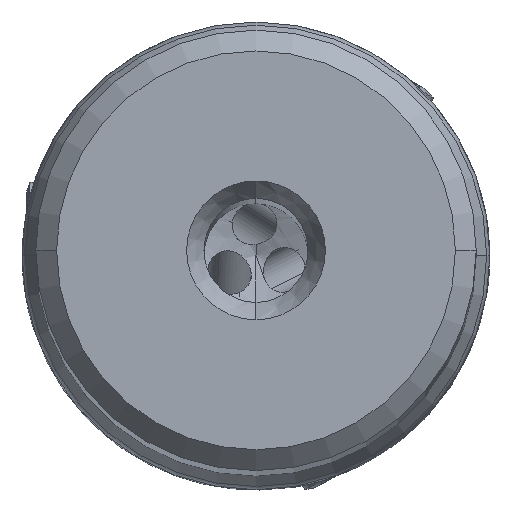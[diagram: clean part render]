
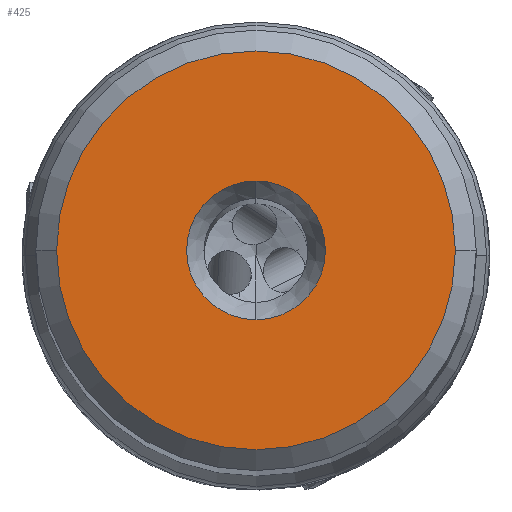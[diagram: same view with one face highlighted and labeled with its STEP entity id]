
A CAD part, top view. The second image highlights one B-rep face of the part: STEP entity #425.
In plain terms, the highlighted planar face has unit normal (0, 0, 1).
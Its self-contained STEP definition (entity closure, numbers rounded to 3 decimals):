
#157=FACE_BOUND('',#1229,.T.);
#158=FACE_BOUND('',#1230,.T.);
#257=PLANE('',#6268);
#425=ADVANCED_FACE('',(#157,#158),#257,.T.);
#1229=EDGE_LOOP('',(#3225,#3226,#3227));
#1230=EDGE_LOOP('',(#3228,#3229));
#3225=ORIENTED_EDGE('',*,*,#5183,.F.);
#3226=ORIENTED_EDGE('',*,*,#5184,.F.);
#3227=ORIENTED_EDGE('',*,*,#5185,.F.);
#3228=ORIENTED_EDGE('',*,*,#5186,.F.);
#3229=ORIENTED_EDGE('',*,*,#5182,.F.);
#4472=VERTEX_POINT('',#12812);
#4473=VERTEX_POINT('',#12814);
#4474=VERTEX_POINT('',#12818);
#4475=VERTEX_POINT('',#12819);
#4476=VERTEX_POINT('',#12821);
#5182=EDGE_CURVE('',#4473,#4472,#5695,.T.);
#5183=EDGE_CURVE('',#4474,#4475,#5696,.T.);
#5184=EDGE_CURVE('',#4476,#4474,#5697,.T.);
#5185=EDGE_CURVE('',#4475,#4476,#5698,.T.);
#5186=EDGE_CURVE('',#4472,#4473,#5699,.T.);
#5695=CIRCLE('',#6262,4.);
#5696=CIRCLE('',#6264,11.5);
#5697=CIRCLE('',#6265,11.5);
#5698=CIRCLE('',#6266,11.5);
#5699=CIRCLE('',#6267,4.);
#6262=AXIS2_PLACEMENT_3D('',#12815,#7354,#7355);
#6264=AXIS2_PLACEMENT_3D('',#12817,#7358,#7359);
#6265=AXIS2_PLACEMENT_3D('',#12820,#7360,#7361);
#6266=AXIS2_PLACEMENT_3D('',#12822,#7362,#7363);
#6267=AXIS2_PLACEMENT_3D('',#12823,#7364,#7365);
#6268=AXIS2_PLACEMENT_3D('',#12824,#7366,#7367);
#7354=DIRECTION('',(0.,0.,1.));
#7355=DIRECTION('',(0.,-1.,0.));
#7358=DIRECTION('',(0.,0.,-1.));
#7359=DIRECTION('',(-1.,0.,0.));
#7360=DIRECTION('',(0.,0.,-1.));
#7361=DIRECTION('',(0.,-1.,0.));
#7362=DIRECTION('',(0.,0.,-1.));
#7363=DIRECTION('',(1.,0.,0.));
#7364=DIRECTION('',(0.,0.,1.));
#7365=DIRECTION('',(0.,1.,0.));
#7366=DIRECTION('',(0.,0.,1.));
#7367=DIRECTION('',(-1.,0.,0.));
#12812=CARTESIAN_POINT('',(0.,4.,0.));
#12814=CARTESIAN_POINT('',(0.,-4.,0.));
#12815=CARTESIAN_POINT('',(0.,0.,0.));
#12817=CARTESIAN_POINT('',(0.,0.,0.));
#12818=CARTESIAN_POINT('',(-11.5,0.,0.));
#12819=CARTESIAN_POINT('',(11.5,0.,0.));
#12820=CARTESIAN_POINT('',(0.,0.,0.));
#12821=CARTESIAN_POINT('',(0.,-11.5,0.));
#12822=CARTESIAN_POINT('',(0.,0.,0.));
#12823=CARTESIAN_POINT('',(0.,0.,0.));
#12824=CARTESIAN_POINT('',(0.,0.,0.));
